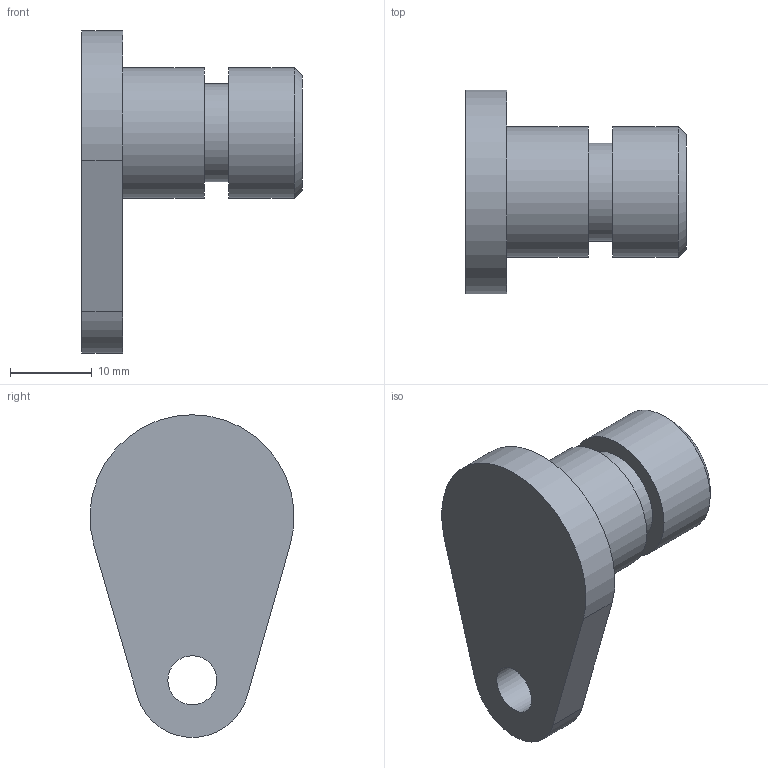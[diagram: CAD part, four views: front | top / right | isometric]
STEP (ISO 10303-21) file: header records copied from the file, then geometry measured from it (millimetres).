
FILE_DESCRIPTION(/* description */ (''),/* implementation_level */ '2;1');
FILE_NAME(/* name */ 'bouchon tachymetre am6 v1.step',/* time_stamp */ '2022-06-25T21:18:20+02:00',/* author */ (''),/* organization */ (''),/* preprocessor_version */ 'ST-DEVELOPER v19',/* originating_system */ 'Autodesk Translation Framework v11.7.0.108',/* authorisation */ '');
FILE_SCHEMA (('AUTOMOTIVE_DESIGN { 1 0 10303 214 3 1 1 }'));
Length unit declared in the file: millimetre
Products named in the file (1): bouchon tachymetre am6
Bounding box: 27 x 24.96 x 39.48 mm (x, y, z)
Volume: 6524.4 mm3; surface area: 3772.4 mm2
Topology: 1 solids, 1 shells, 16 faces, 29 edges, 19 vertices
Faces by surface type: plane 8, cylinder 7, cone 1
Full cylindrical faces by diameter (mm): 6 x1, 8 x1, 12 x1, 16 x2
Entity records: 437 total; most frequent: DIRECTION 78, CARTESIAN_POINT 65, ORIENTED_EDGE 58, AXIS2_PLACEMENT_3D 32, EDGE_CURVE 29, EDGE_LOOP 22, VERTEX_POINT 19, FACE_OUTER_BOUND 16
